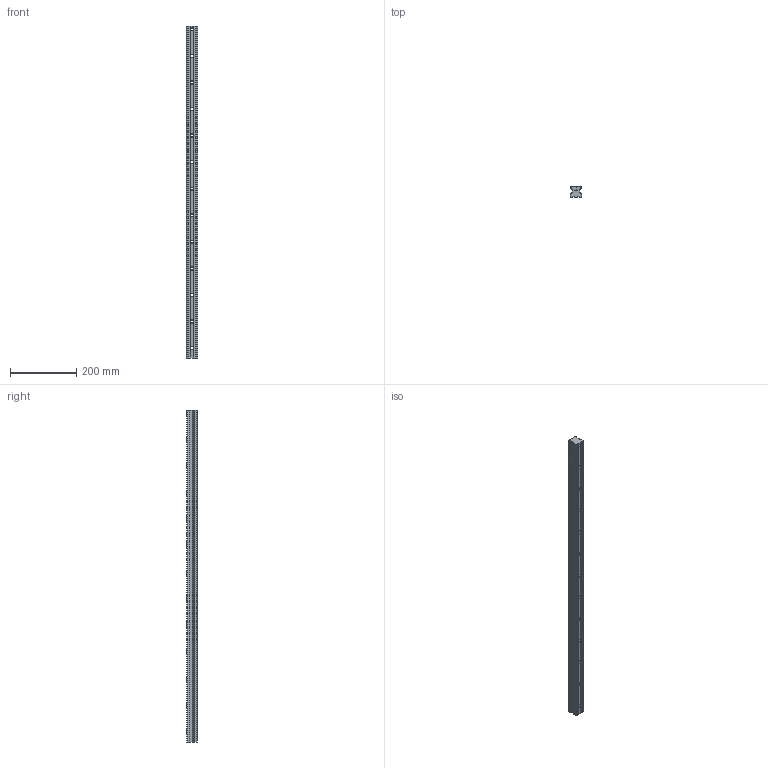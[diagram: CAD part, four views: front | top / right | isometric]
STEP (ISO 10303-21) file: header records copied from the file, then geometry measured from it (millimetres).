
FILE_DESCRIPTION (( 'STEP AP214' ), '1' );
FILE_NAME ('A-HR35-rail.STEP', '2012-02-14T01:29:50', ( '' ), ( '' ), 'SwSTEP 2.0', 'SolidWorks 2010', '' );
FILE_SCHEMA (( 'AUTOMOTIVE_DESIGN' ));
Length unit declared in the file: millimetre
Products named in the file (1): A-HR35-rail
Bounding box: 34 x 32 x 1000 mm (x, y, z)
Volume: 868515.9 mm3; surface area: 151099.9 mm2
Topology: 1 solids, 1 shells, 227 faces, 584 edges, 359 vertices
Faces by surface type: cylinder 82, plane 80, cone 65
Entity records: 7049 total; most frequent: CARTESIAN_POINT 1327, DIRECTION 1269, ORIENTED_EDGE 1168, EDGE_CURVE 584, AXIS2_PLACEMENT_3D 509, VERTEX_POINT 359, CIRCLE 281, EDGE_LOOP 253
